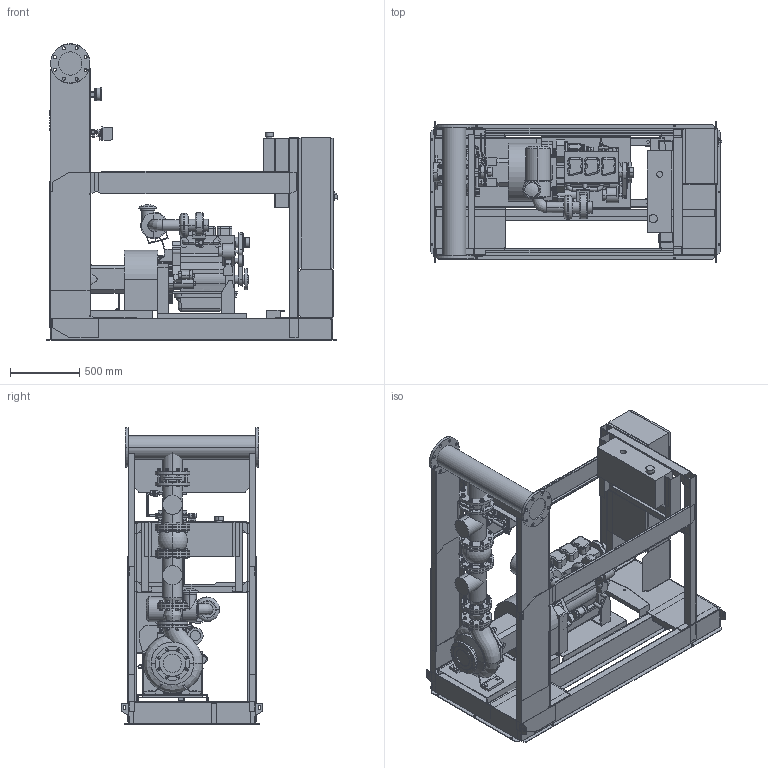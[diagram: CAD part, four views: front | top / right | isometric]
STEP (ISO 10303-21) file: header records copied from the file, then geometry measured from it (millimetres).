
FILE_DESCRIPTION((''),'2;1');
FILE_NAME('3d_Sifire-EN-100_250-233-66D-4183841.stp','2015-05-26T10:35:46',(''),(''),'Mechanical Desktop 2009','Mechanical Desktop 2009',', , ');
FILE_SCHEMA(('CONFIG_CONTROL_DESIGN'));
Length unit declared in the file: millimetre
Products named in the file (1): Product
Bounding box: 2105.5 x 1026 x 2142.5 mm (x, y, z)
Volume: 372362335.7 mm3; surface area: 29034874.8 mm2
Topology: 179 solids, 180 shells, 4525 faces, 11006 edges, 6929 vertices
Faces by surface type: plane 1731, bspline 1212, cylinder 934, cone 544, torus 97, sphere 7
Full cylindrical faces by diameter (mm): 309 x1
Entity records: 143000 total; most frequent: CARTESIAN_POINT 42582, ORIENTED_EDGE 21988, DIRECTION 19419, EDGE_CURVE 10994, VERTEX_POINT 6927, AXIS2_PLACEMENT_3D 6794, VECTOR 5831, LINE 5831
